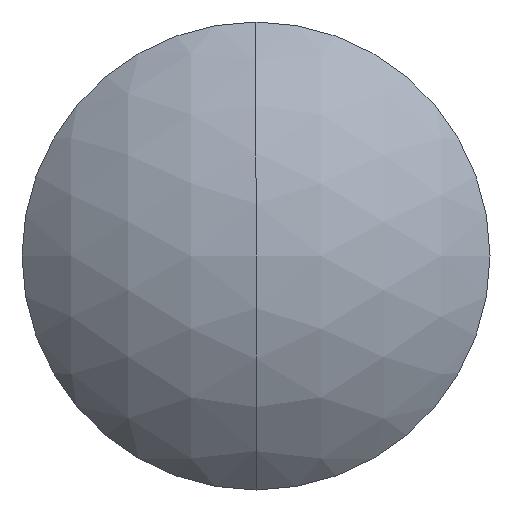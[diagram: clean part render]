
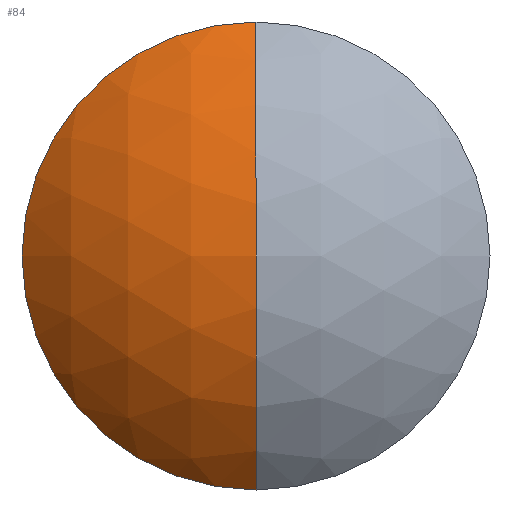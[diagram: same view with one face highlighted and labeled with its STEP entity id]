
A CAD part, left-side view. The second image highlights one B-rep face of the part: STEP entity #84.
In plain terms, the highlighted spherical face has radius 11 mm.
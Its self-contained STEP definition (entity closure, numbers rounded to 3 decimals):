
#5 = CARTESIAN_POINT ( 'NONE',  ( -7.52, 0., 8.028 ) ) ;
#34 = EDGE_LOOP ( 'NONE', ( #130, #59, #308 ) ) ;
#50 = VERTEX_POINT ( 'NONE', #270 ) ;
#59 = ORIENTED_EDGE ( 'NONE', *, *, #282, .T. ) ;
#61 = CIRCLE ( 'NONE', #140, 11. ) ;
#84 = ADVANCED_FACE ( 'NONE', ( #106 ), #370, .T. ) ;
#91 = AXIS2_PLACEMENT_3D ( 'NONE', #181, #153, #200 ) ;
#106 = FACE_OUTER_BOUND ( 'NONE', #34, .T. ) ;
#116 = CIRCLE ( 'NONE', #243, 11. ) ;
#120 = DIRECTION ( 'NONE',  ( 0., -1., 0. ) ) ;
#121 = VERTEX_POINT ( 'NONE', #5 ) ;
#129 = DIRECTION ( 'NONE',  ( 0., 1., 0. ) ) ;
#130 = ORIENTED_EDGE ( 'NONE', *, *, #276, .F. ) ;
#140 = AXIS2_PLACEMENT_3D ( 'NONE', #287, #120, #327 ) ;
#150 = CARTESIAN_POINT ( 'NONE',  ( -7.52, 0., -8.028 ) ) ;
#153 = DIRECTION ( 'NONE',  ( 1., 0., 0. ) ) ;
#163 = VERTEX_POINT ( 'NONE', #150 ) ;
#181 = CARTESIAN_POINT ( 'NONE',  ( -7.52, 0., 0. ) ) ;
#200 = DIRECTION ( 'NONE',  ( 0., 0., -1. ) ) ;
#222 = CARTESIAN_POINT ( 'NONE',  ( 0., 0., 0. ) ) ;
#223 = DIRECTION ( 'NONE',  ( 0., 0., -1. ) ) ;
#238 = DIRECTION ( 'NONE',  ( 0., 1., 0. ) ) ;
#243 = AXIS2_PLACEMENT_3D ( 'NONE', #317, #238, #318 ) ;
#255 = AXIS2_PLACEMENT_3D ( 'NONE', #222, #129, #223 ) ;
#270 = CARTESIAN_POINT ( 'NONE',  ( -11., 0., 0. ) ) ;
#275 = EDGE_CURVE ( 'NONE', #163, #121, #359, .T. ) ;
#276 = EDGE_CURVE ( 'NONE', #50, #163, #61, .T. ) ;
#282 = EDGE_CURVE ( 'NONE', #50, #121, #116, .T. ) ;
#287 = CARTESIAN_POINT ( 'NONE',  ( 0., 0., 0. ) ) ;
#308 = ORIENTED_EDGE ( 'NONE', *, *, #275, .F. ) ;
#317 = CARTESIAN_POINT ( 'NONE',  ( 0., 0., 0. ) ) ;
#318 = DIRECTION ( 'NONE',  ( 0., 0., 1. ) ) ;
#327 = DIRECTION ( 'NONE',  ( 0., 0., -1. ) ) ;
#359 = CIRCLE ( 'NONE', #91, 8.028 ) ;
#370 = SPHERICAL_SURFACE ( 'NONE', #255, 11. ) ;
